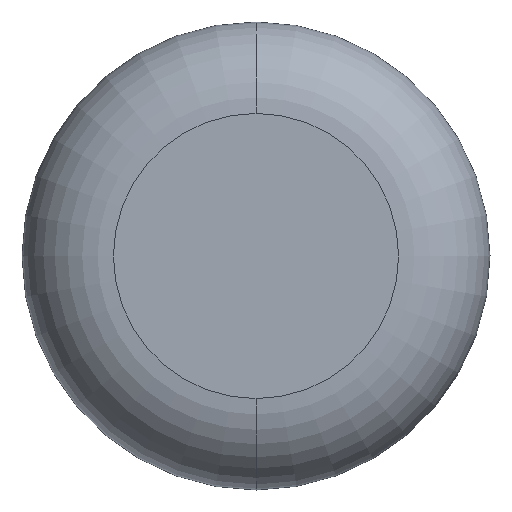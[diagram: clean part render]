
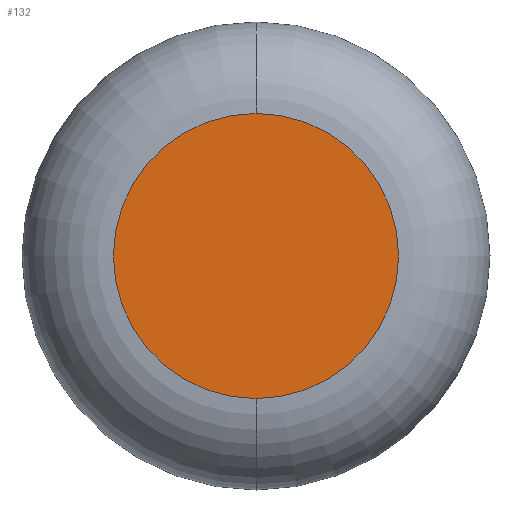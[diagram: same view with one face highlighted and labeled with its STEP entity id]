
A CAD part, left-side view. The second image highlights one B-rep face of the part: STEP entity #132.
In plain terms, the highlighted planar face has unit normal (-1, 0, 0).
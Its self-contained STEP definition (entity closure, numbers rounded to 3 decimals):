
#18 = DIRECTION ( 'NONE',  ( 0., 0., -1. ) ) ;
#37 = EDGE_LOOP ( 'NONE', ( #236, #230 ) ) ;
#71 = VERTEX_POINT ( 'NONE', #245 ) ;
#85 = CIRCLE ( 'NONE', #242, 39. ) ;
#116 = CARTESIAN_POINT ( 'NONE',  ( -146., 63.628, 133.25 ) ) ;
#132 = ADVANCED_FACE ( 'NONE', ( #189 ), #264, .F. ) ;
#148 = DIRECTION ( 'NONE',  ( 0., 0., -1. ) ) ;
#152 = EDGE_CURVE ( 'NONE', #201, #71, #244, .T. ) ;
#182 = CARTESIAN_POINT ( 'NONE',  ( -146., 63.628, 94.25 ) ) ;
#189 = FACE_OUTER_BOUND ( 'NONE', #37, .T. ) ;
#198 = CARTESIAN_POINT ( 'NONE',  ( -146., 63.628, 94.25 ) ) ;
#201 = VERTEX_POINT ( 'NONE', #116 ) ;
#206 = AXIS2_PLACEMENT_3D ( 'NONE', #198, #219, #303 ) ;
#216 = DIRECTION ( 'NONE',  ( 1., 0., 0. ) ) ;
#219 = DIRECTION ( 'NONE',  ( -1., 0., 0. ) ) ;
#230 = ORIENTED_EDGE ( 'NONE', *, *, #152, .T. ) ;
#236 = ORIENTED_EDGE ( 'NONE', *, *, #272, .T. ) ;
#242 = AXIS2_PLACEMENT_3D ( 'NONE', #182, #317, #148 ) ;
#244 = CIRCLE ( 'NONE', #206, 39. ) ;
#245 = CARTESIAN_POINT ( 'NONE',  ( -146., 63.628, 55.25 ) ) ;
#264 = PLANE ( 'NONE',  #297 ) ;
#272 = EDGE_CURVE ( 'NONE', #71, #201, #85, .T. ) ;
#297 = AXIS2_PLACEMENT_3D ( 'NONE', #352, #216, #18 ) ;
#303 = DIRECTION ( 'NONE',  ( 0., 0., -1. ) ) ;
#317 = DIRECTION ( 'NONE',  ( -1., 0., 0. ) ) ;
#352 = CARTESIAN_POINT ( 'NONE',  ( -146., 63.628, 94.25 ) ) ;
